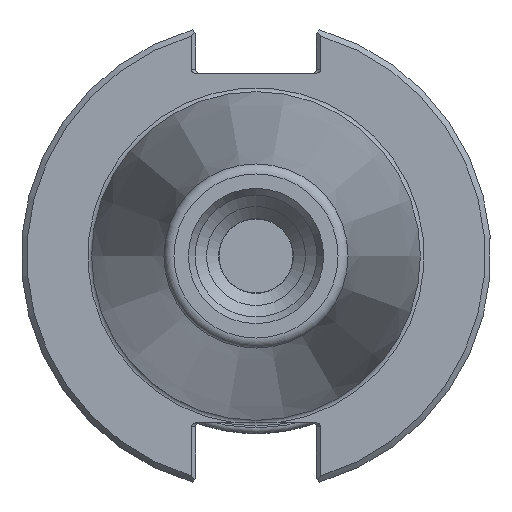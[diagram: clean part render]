
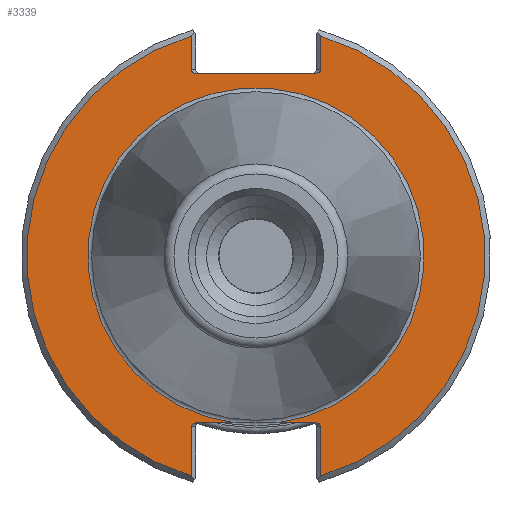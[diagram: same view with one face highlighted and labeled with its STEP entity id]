
A CAD part, left-side view. The second image highlights one B-rep face of the part: STEP entity #3339.
In plain terms, the highlighted planar face has unit normal (-1, 0, 0).
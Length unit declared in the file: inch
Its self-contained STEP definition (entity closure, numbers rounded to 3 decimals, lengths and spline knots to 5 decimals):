
#47=ELLIPSE('',#3700,0.02828,0.02);
#54=ELLIPSE('',#3714,0.02828,0.02);
#55=ELLIPSE('',#3718,0.02828,0.02);
#62=ELLIPSE('',#3732,0.02828,0.02);
#228=PLANE('',#3758);
#549=FACE_OUTER_BOUND('',#749,.T.);
#749=EDGE_LOOP('',(#2814,#2815,#2816,#2817,#2818,#2819,#2820,#2821,#2822,
#2823,#2824,#2825,#2826,#2827));
#940=LINE('',#6592,#1166);
#949=LINE('',#6627,#1175);
#956=LINE('',#6656,#1182);
#965=LINE('',#6691,#1191);
#968=LINE('',#6708,#1194);
#975=LINE('',#6764,#1201);
#976=LINE('',#6767,#1202);
#1166=VECTOR('',#4326,0.3937);
#1175=VECTOR('',#4355,0.3937);
#1182=VECTOR('',#4378,0.3937);
#1191=VECTOR('',#4407,0.3937);
#1194=VECTOR('',#4424,0.3937);
#1201=VECTOR('',#4465,0.3937);
#1202=VECTOR('',#4470,0.3937);
#1390=CIRCLE('',#3754,0.895);
#1394=CIRCLE('',#3759,1.22);
#1395=CIRCLE('',#3760,1.22);
#1618=VERTEX_POINT('',#6570);
#1619=VERTEX_POINT('',#6572);
#1624=VERTEX_POINT('',#6588);
#1630=VERTEX_POINT('',#6612);
#1631=VERTEX_POINT('',#6614);
#1634=VERTEX_POINT('',#6626);
#1635=VERTEX_POINT('',#6632);
#1636=VERTEX_POINT('',#6633);
#1642=VERTEX_POINT('',#6652);
#1648=VERTEX_POINT('',#6676);
#1649=VERTEX_POINT('',#6678);
#1652=VERTEX_POINT('',#6690);
#1663=VERTEX_POINT('',#6742);
#1665=VERTEX_POINT('',#6750);
#2003=EDGE_CURVE('',#1618,#1619,#47,.T.);
#2012=EDGE_CURVE('',#1624,#1618,#940,.T.);
#2022=EDGE_CURVE('',#1630,#1631,#54,.T.);
#2027=EDGE_CURVE('',#1631,#1634,#949,.T.);
#2029=EDGE_CURVE('',#1635,#1636,#55,.T.);
#2040=EDGE_CURVE('',#1642,#1635,#956,.T.);
#2050=EDGE_CURVE('',#1648,#1649,#62,.T.);
#2055=EDGE_CURVE('',#1649,#1652,#965,.T.);
#2063=EDGE_CURVE('',#1619,#1630,#968,.T.);
#2079=EDGE_CURVE('',#1663,#1665,#1390,.T.);
#2084=EDGE_CURVE('',#1636,#1663,#975,.T.);
#2085=EDGE_CURVE('',#1634,#1642,#1394,.T.);
#2086=EDGE_CURVE('',#1652,#1624,#1395,.T.);
#2087=EDGE_CURVE('',#1665,#1648,#976,.T.);
#2814=ORIENTED_EDGE('',*,*,#2079,.F.);
#2815=ORIENTED_EDGE('',*,*,#2084,.F.);
#2816=ORIENTED_EDGE('',*,*,#2029,.F.);
#2817=ORIENTED_EDGE('',*,*,#2040,.F.);
#2818=ORIENTED_EDGE('',*,*,#2085,.F.);
#2819=ORIENTED_EDGE('',*,*,#2027,.F.);
#2820=ORIENTED_EDGE('',*,*,#2022,.F.);
#2821=ORIENTED_EDGE('',*,*,#2063,.F.);
#2822=ORIENTED_EDGE('',*,*,#2003,.F.);
#2823=ORIENTED_EDGE('',*,*,#2012,.F.);
#2824=ORIENTED_EDGE('',*,*,#2086,.F.);
#2825=ORIENTED_EDGE('',*,*,#2055,.F.);
#2826=ORIENTED_EDGE('',*,*,#2050,.F.);
#2827=ORIENTED_EDGE('',*,*,#2087,.F.);
#3339=ADVANCED_FACE('',(#549),#228,.T.);
#3700=AXIS2_PLACEMENT_3D('',#6573,#4308,#4309);
#3714=AXIS2_PLACEMENT_3D('',#6615,#4346,#4347);
#3718=AXIS2_PLACEMENT_3D('',#6634,#4358,#4359);
#3732=AXIS2_PLACEMENT_3D('',#6679,#4398,#4399);
#3754=AXIS2_PLACEMENT_3D('',#6751,#4455,#4456);
#3758=AXIS2_PLACEMENT_3D('',#6763,#4463,#4464);
#3759=AXIS2_PLACEMENT_3D('',#6765,#4466,#4467);
#3760=AXIS2_PLACEMENT_3D('',#6766,#4468,#4469);
#4308=DIRECTION('center_axis',(-1.,0.,0.));
#4309=DIRECTION('ref_axis',(0.,1.,0.));
#4326=DIRECTION('',(0.,0.,-1.));
#4346=DIRECTION('center_axis',(-1.,0.,0.));
#4347=DIRECTION('ref_axis',(0.,-1.,0.));
#4355=DIRECTION('',(0.,0.,1.));
#4358=DIRECTION('center_axis',(-1.,0.,0.));
#4359=DIRECTION('ref_axis',(0.,-1.,0.));
#4378=DIRECTION('',(0.,0.,1.));
#4398=DIRECTION('center_axis',(-1.,0.,0.));
#4399=DIRECTION('ref_axis',(0.,1.,0.));
#4407=DIRECTION('',(0.,0.,-1.));
#4424=DIRECTION('',(0.,-1.,0.));
#4455=DIRECTION('center_axis',(-1.,0.,0.));
#4456=DIRECTION('ref_axis',(0.,-1.,0.));
#4463=DIRECTION('center_axis',(-1.,0.,0.));
#4464=DIRECTION('ref_axis',(0.,0.,1.));
#4465=DIRECTION('',(0.,1.,0.));
#4466=DIRECTION('center_axis',(1.,0.,0.));
#4467=DIRECTION('ref_axis',(0.,-1.,0.));
#4468=DIRECTION('center_axis',(1.,0.,0.));
#4469=DIRECTION('ref_axis',(0.,1.,0.));
#4470=DIRECTION('',(0.,1.,0.));
#6570=CARTESIAN_POINT('',(0.125,0.345,0.992));
#6572=CARTESIAN_POINT('',(0.125,0.31672,0.972));
#6573=CARTESIAN_POINT('Origin',(0.125,0.31672,0.992));
#6588=CARTESIAN_POINT('',(0.125,0.345,1.1702));
#6592=CARTESIAN_POINT('',(0.125,0.345,0.486));
#6612=CARTESIAN_POINT('',(0.125,-0.31672,0.972));
#6614=CARTESIAN_POINT('',(0.125,-0.345,0.992));
#6615=CARTESIAN_POINT('Origin',(0.125,-0.31672,0.992));
#6626=CARTESIAN_POINT('',(0.125,-0.345,1.1702));
#6627=CARTESIAN_POINT('',(0.125,-0.345,0.486));
#6632=CARTESIAN_POINT('',(0.125,-0.345,-0.908));
#6633=CARTESIAN_POINT('',(0.125,-0.31672,-0.888));
#6634=CARTESIAN_POINT('Origin',(0.125,-0.31672,-0.908));
#6652=CARTESIAN_POINT('',(0.125,-0.345,-1.1702));
#6656=CARTESIAN_POINT('',(0.125,-0.345,-0.444));
#6676=CARTESIAN_POINT('',(0.125,0.31672,-0.888));
#6678=CARTESIAN_POINT('',(0.125,0.345,-0.908));
#6679=CARTESIAN_POINT('Origin',(0.125,0.31672,-0.908));
#6690=CARTESIAN_POINT('',(0.125,0.345,-1.1702));
#6691=CARTESIAN_POINT('',(0.125,0.345,-0.444));
#6708=CARTESIAN_POINT('',(0.125,0.53125,0.972));
#6742=CARTESIAN_POINT('',(0.125,-0.11172,-0.888));
#6750=CARTESIAN_POINT('',(0.125,0.11172,-0.888));
#6751=CARTESIAN_POINT('Origin',(0.125,0.,0.));
#6763=CARTESIAN_POINT('Origin',(0.125,1.0625,0.));
#6764=CARTESIAN_POINT('',(0.125,0.53125,-0.888));
#6765=CARTESIAN_POINT('Origin',(0.125,0.,0.));
#6766=CARTESIAN_POINT('Origin',(0.125,0.,0.));
#6767=CARTESIAN_POINT('',(0.125,0.53125,-0.888));
